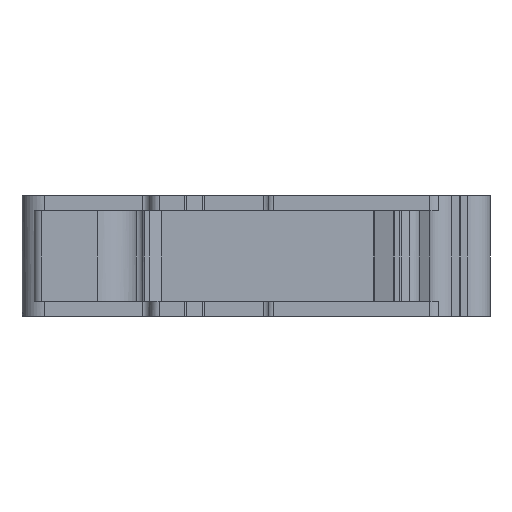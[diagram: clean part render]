
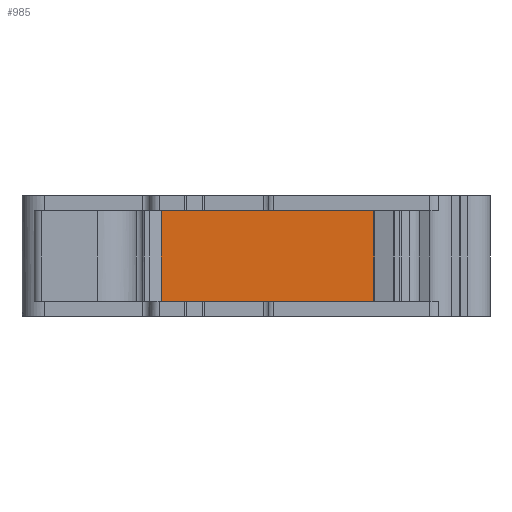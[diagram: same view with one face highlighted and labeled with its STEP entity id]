
A CAD part, front view. The second image highlights one B-rep face of the part: STEP entity #985.
In plain terms, the highlighted planar face has unit normal (0, -1, 0).
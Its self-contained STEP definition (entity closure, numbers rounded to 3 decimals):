
#221 = CARTESIAN_POINT ( 'NONE',  ( 5.497, -20.512, -4.18 ) ) ;
#827 = DIRECTION ( 'NONE',  ( -1., 0., 0. ) ) ;
#840 = VECTOR ( 'NONE', #1643, 1000. ) ;
#973 = LINE ( 'NONE', #9850, #1956 ) ;
#985 = ADVANCED_FACE ( 'NONE', ( #1018 ), #5700, .T. ) ;
#1018 = FACE_OUTER_BOUND ( 'NONE', #3626, .T. ) ;
#1603 = CARTESIAN_POINT ( 'NONE',  ( 5.497, -20.512, -22.521 ) ) ;
#1643 = DIRECTION ( 'NONE',  ( 0., 0., 1. ) ) ;
#1956 = VECTOR ( 'NONE', #4989, 1000. ) ;
#2851 = EDGE_CURVE ( 'NONE', #4930, #4116, #6238, .T. ) ;
#3068 = VERTEX_POINT ( 'NONE', #6523 ) ;
#3319 = EDGE_CURVE ( 'NONE', #10860, #3068, #973, .T. ) ;
#3584 = VECTOR ( 'NONE', #6865, 1000. ) ;
#3626 = EDGE_LOOP ( 'NONE', ( #6139, #4790, #8773, #10374 ) ) ;
#4116 = VERTEX_POINT ( 'NONE', #5797 ) ;
#4790 = ORIENTED_EDGE ( 'NONE', *, *, #2851, .T. ) ;
#4930 = VERTEX_POINT ( 'NONE', #221 ) ;
#4989 = DIRECTION ( 'NONE',  ( 0., 0., -1. ) ) ;
#5700 = PLANE ( 'NONE',  #6174 ) ;
#5797 = CARTESIAN_POINT ( 'NONE',  ( 5.497, -20.512, 7.82 ) ) ;
#5828 = CARTESIAN_POINT ( 'NONE',  ( 3.077, -20.512, -22.521 ) ) ;
#5860 = DIRECTION ( 'NONE',  ( 0., -1., 0. ) ) ;
#5883 = DIRECTION ( 'NONE',  ( 1., 0., 0. ) ) ;
#6139 = ORIENTED_EDGE ( 'NONE', *, *, #9939, .F. ) ;
#6174 = AXIS2_PLACEMENT_3D ( 'NONE', #5828, #5860, #5883 ) ;
#6238 = LINE ( 'NONE', #1603, #840 ) ;
#6416 = EDGE_CURVE ( 'NONE', #4116, #10860, #9746, .T. ) ;
#6523 = CARTESIAN_POINT ( 'NONE',  ( -23.453, -20.512, -4.18 ) ) ;
#6865 = DIRECTION ( 'NONE',  ( -1., 0., 0. ) ) ;
#6888 = CARTESIAN_POINT ( 'NONE',  ( 5.497, -20.512, 7.82 ) ) ;
#7446 = VECTOR ( 'NONE', #827, 1000. ) ;
#7719 = LINE ( 'NONE', #10262, #7446 ) ;
#8773 = ORIENTED_EDGE ( 'NONE', *, *, #6416, .T. ) ;
#9746 = LINE ( 'NONE', #6888, #3584 ) ;
#9850 = CARTESIAN_POINT ( 'NONE',  ( -23.453, -20.512, -22.521 ) ) ;
#9939 = EDGE_CURVE ( 'NONE', #4930, #3068, #7719, .T. ) ;
#10002 = CARTESIAN_POINT ( 'NONE',  ( -23.453, -20.512, 7.82 ) ) ;
#10262 = CARTESIAN_POINT ( 'NONE',  ( 5.497, -20.512, -4.18 ) ) ;
#10374 = ORIENTED_EDGE ( 'NONE', *, *, #3319, .T. ) ;
#10860 = VERTEX_POINT ( 'NONE', #10002 ) ;
